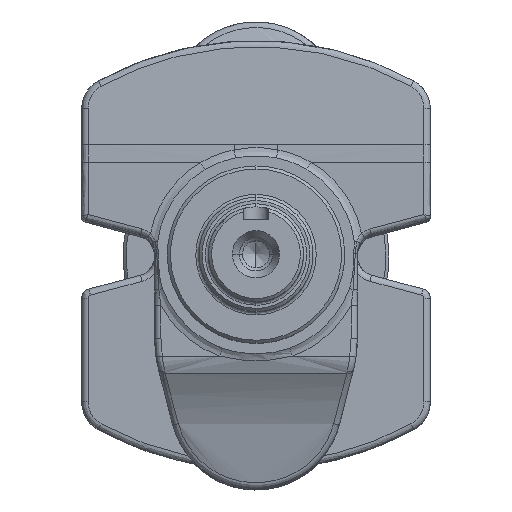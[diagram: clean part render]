
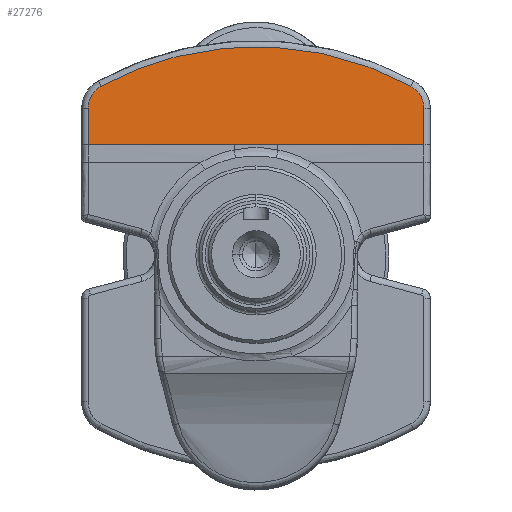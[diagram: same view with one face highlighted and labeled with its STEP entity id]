
A CAD part, top view. The second image highlights one B-rep face of the part: STEP entity #27276.
In plain terms, the highlighted free-form (B-spline) face has degree [1, 1] with [2, 2] control points.
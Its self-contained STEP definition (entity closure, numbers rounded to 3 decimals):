
#27076 = VERTEX_POINT('',#27077);
#27077 = CARTESIAN_POINT('',(-9.242,46.544,
    223.133));
#27094 = VERTEX_POINT('',#27095);
#27095 = CARTESIAN_POINT('',(9.242,46.544,
    223.133));
#27101 = EDGE_CURVE('',#27076,#27094,#27102,.T.);
#27102 = B_SPLINE_CURVE_WITH_KNOTS('',3,(#27103,#27104,#27105,#27106,
    #27107,#27108,#27109,#27110,#27111,#27112),.UNSPECIFIED.,.F.,.F.,(4,
    2,2,2,4),(0.,0.003,0.007,0.01
    ,0.014),.UNSPECIFIED.);
#27103 = CARTESIAN_POINT('',(-9.242,46.544,
    223.133));
#27104 = CARTESIAN_POINT('',(-7.702,46.544,
    223.133));
#27105 = CARTESIAN_POINT('',(-6.161,46.519,
    223.135));
#27106 = CARTESIAN_POINT('',(-3.081,46.472,
    223.137));
#27107 = CARTESIAN_POINT('',(-1.541,46.453,
    223.138));
#27108 = CARTESIAN_POINT('',(1.54,46.453,
    223.138));
#27109 = CARTESIAN_POINT('',(3.081,46.472,
    223.137));
#27110 = CARTESIAN_POINT('',(6.161,46.519,
    223.135));
#27111 = CARTESIAN_POINT('',(7.702,46.544,
    223.133));
#27112 = CARTESIAN_POINT('',(9.242,46.544,
    223.133));
#27176 = VERTEX_POINT('',#27177);
#27177 = CARTESIAN_POINT('',(70.882,46.544,
    223.133));
#27183 = EDGE_CURVE('',#27094,#27176,#27184,.T.);
#27184 = B_SPLINE_CURVE_WITH_KNOTS('',1,(#27185,#27186),.UNSPECIFIED.,
  .F.,.F.,(2,2),(61.911,108.),.PIECEWISE_BEZIER_KNOTS.);
#27185 = CARTESIAN_POINT('',(9.242,46.544,
    223.133));
#27186 = CARTESIAN_POINT('',(70.882,46.544,
    223.133));
#27276 = ADVANCED_FACE('',(#27277),#27327,.F.);
#27277 = FACE_BOUND('',#27278,.T.);
#27278 = EDGE_LOOP('',(#27279,#27290,#27297,#27302,#27303,#27304,#27311,
    #27320));
#27279 = ORIENTED_EDGE('',*,*,#27280,.T.);
#27280 = EDGE_CURVE('',#27281,#27283,#27285,.T.);
#27281 = VERTEX_POINT('',#27282);
#27282 = CARTESIAN_POINT('',(-65.304,71.236,
    221.746));
#27283 = VERTEX_POINT('',#27284);
#27284 = CARTESIAN_POINT('',(-70.882,61.842,
    222.274));
#27285 = ( BOUNDED_CURVE() B_SPLINE_CURVE(3,(#27286,#27287,#27288,#27289
),.UNSPECIFIED.,.F.,.F.) B_SPLINE_CURVE_WITH_KNOTS((4,4),(3.641
,4.712),.PIECEWISE_BEZIER_KNOTS.) CURVE() 
GEOMETRIC_REPRESENTATION_ITEM() RATIONAL_B_SPLINE_CURVE((1.,
0.907,0.907,1.)) REPRESENTATION_ITEM('') );
#27286 = CARTESIAN_POINT('',(-65.304,71.236,
    221.746));
#27287 = CARTESIAN_POINT('',(-68.831,69.313,
    221.854));
#27288 = CARTESIAN_POINT('',(-70.882,65.859,
    222.048));
#27289 = CARTESIAN_POINT('',(-70.882,61.842,
    222.274));
#27290 = ORIENTED_EDGE('',*,*,#27291,.T.);
#27291 = EDGE_CURVE('',#27283,#27292,#27294,.T.);
#27292 = VERTEX_POINT('',#27293);
#27293 = CARTESIAN_POINT('',(-70.882,46.544,
    223.133));
#27294 = B_SPLINE_CURVE_WITH_KNOTS('',1,(#27295,#27296),.UNSPECIFIED.,
  .F.,.F.,(2,2),(21.393,32.849),
  .PIECEWISE_BEZIER_KNOTS.);
#27295 = CARTESIAN_POINT('',(-70.882,61.842,
    222.274));
#27296 = CARTESIAN_POINT('',(-70.882,46.544,
    223.133));
#27297 = ORIENTED_EDGE('',*,*,#27298,.T.);
#27298 = EDGE_CURVE('',#27292,#27076,#27299,.T.);
#27299 = B_SPLINE_CURVE_WITH_KNOTS('',1,(#27300,#27301),.UNSPECIFIED.,
  .F.,.F.,(2,2),(2.,48.089),.PIECEWISE_BEZIER_KNOTS.);
#27300 = CARTESIAN_POINT('',(-70.882,46.544,
    223.133));
#27301 = CARTESIAN_POINT('',(-9.242,46.544,
    223.133));
#27302 = ORIENTED_EDGE('',*,*,#27101,.T.);
#27303 = ORIENTED_EDGE('',*,*,#27183,.T.);
#27304 = ORIENTED_EDGE('',*,*,#27305,.T.);
#27305 = EDGE_CURVE('',#27176,#27306,#27308,.T.);
#27306 = VERTEX_POINT('',#27307);
#27307 = CARTESIAN_POINT('',(70.882,61.842,
    222.274));
#27308 = B_SPLINE_CURVE_WITH_KNOTS('',1,(#27309,#27310),.UNSPECIFIED.,
  .F.,.F.,(2,2),(-32.849,-21.393),
  .PIECEWISE_BEZIER_KNOTS.);
#27309 = CARTESIAN_POINT('',(70.882,46.544,
    223.133));
#27310 = CARTESIAN_POINT('',(70.882,61.842,
    222.274));
#27311 = ORIENTED_EDGE('',*,*,#27312,.T.);
#27312 = EDGE_CURVE('',#27306,#27313,#27315,.T.);
#27313 = VERTEX_POINT('',#27314);
#27314 = CARTESIAN_POINT('',(65.304,71.236,
    221.746));
#27315 = ( BOUNDED_CURVE() B_SPLINE_CURVE(3,(#27316,#27317,#27318,#27319
),.UNSPECIFIED.,.F.,.F.) B_SPLINE_CURVE_WITH_KNOTS((4,4),(1.571
,2.642),.PIECEWISE_BEZIER_KNOTS.) CURVE() 
GEOMETRIC_REPRESENTATION_ITEM() RATIONAL_B_SPLINE_CURVE((1.,
0.907,0.907,1.)) REPRESENTATION_ITEM('') );
#27316 = CARTESIAN_POINT('',(70.882,61.842,
    222.274));
#27317 = CARTESIAN_POINT('',(70.882,65.859,
    222.048));
#27318 = CARTESIAN_POINT('',(68.831,69.313,
    221.854));
#27319 = CARTESIAN_POINT('',(65.304,71.236,
    221.746));
#27320 = ORIENTED_EDGE('',*,*,#27321,.T.);
#27321 = EDGE_CURVE('',#27313,#27281,#27322,.T.);
#27322 = ( BOUNDED_CURVE() B_SPLINE_CURVE(3,(#27323,#27324,#27325,#27326
),.UNSPECIFIED.,.F.,.F.) B_SPLINE_CURVE_WITH_KNOTS((4,4),(2.642
,3.641),.PIECEWISE_BEZIER_KNOTS.) CURVE() 
GEOMETRIC_REPRESENTATION_ITEM() RATIONAL_B_SPLINE_CURVE((1.,
0.919,0.919,1.)) REPRESENTATION_ITEM('') );
#27323 = CARTESIAN_POINT('',(65.304,71.236,
    221.746));
#27324 = CARTESIAN_POINT('',(23.696,93.923,
    220.472));
#27325 = CARTESIAN_POINT('',(-23.696,93.923,
    220.472));
#27326 = CARTESIAN_POINT('',(-65.304,71.236,
    221.746));
#27327 = B_SPLINE_SURFACE_WITH_KNOTS('',1,1,(
    (#27328,#27329)
    ,(#27330,#27331
    )),.UNSPECIFIED.,.F.,.F.,.F.,(2,2),(2,2),(-32.918,
    2.633),(2.,108.),.PIECEWISE_BEZIER_KNOTS.);
#27328 = CARTESIAN_POINT('',(-70.882,46.453,
    223.138));
#27329 = CARTESIAN_POINT('',(70.882,46.453,
    223.138));
#27330 = CARTESIAN_POINT('',(-70.882,93.923,
    220.472));
#27331 = CARTESIAN_POINT('',(70.882,93.923,
    220.472));
